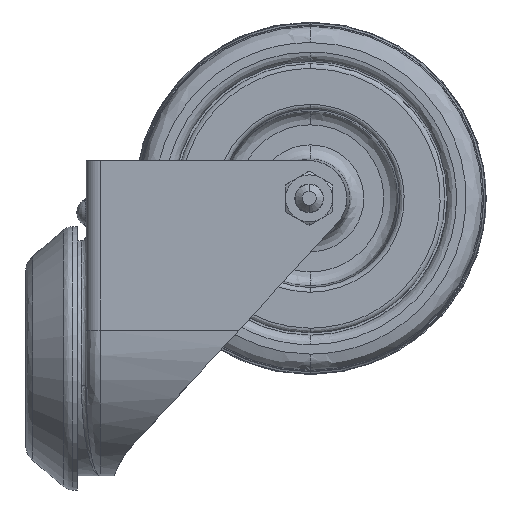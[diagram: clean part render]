
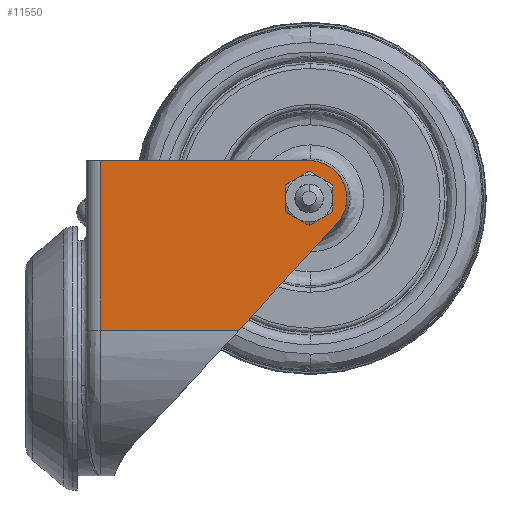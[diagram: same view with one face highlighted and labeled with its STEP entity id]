
A CAD part, left-side view. The second image highlights one B-rep face of the part: STEP entity #11550.
In plain terms, the highlighted planar face has unit normal (-1, 0, 0).
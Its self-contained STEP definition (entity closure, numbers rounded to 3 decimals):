
#2163 = CARTESIAN_POINT ( 'NONE',  ( -31., -62.75, 29.67 ) ) ;
#2182 = DIRECTION ( 'NONE',  ( 0., 0., 1. ) ) ;
#2183 = DIRECTION ( 'NONE',  ( 1., 0., 0. ) ) ;
#2184 = CARTESIAN_POINT ( 'NONE',  ( -31., -60.25, 34. ) ) ;
#2185 = AXIS2_PLACEMENT_3D ( 'NONE', #2184, #2183, #2182 ) ;
#2186 = CIRCLE ( 'NONE', #2185, 4.999 ) ;
#2253 = CARTESIAN_POINT ( 'NONE',  ( -31., -57.75, 29.67 ) ) ;
#2265 = CARTESIAN_POINT ( 'NONE',  ( -31., -65.25, 34. ) ) ;
#2267 = CARTESIAN_POINT ( 'NONE',  ( -31., -55.25, 34. ) ) ;
#2303 = DIRECTION ( 'NONE',  ( 0., 0., -1. ) ) ;
#2304 = VECTOR ( 'NONE', #2303, 1000. ) ;
#2305 = CARTESIAN_POINT ( 'NONE',  ( -31., -15.85, 4.2 ) ) ;
#2306 = LINE ( 'NONE', #2305, #2304 ) ;
#2309 = DIRECTION ( 'NONE',  ( 0., 0., 1. ) ) ;
#2310 = DIRECTION ( 'NONE',  ( 1., 0., 0. ) ) ;
#2311 = AXIS2_PLACEMENT_3D ( 'NONE', #2314, #2310, #2309 ) ;
#2312 = CIRCLE ( 'NONE', #2311, 4.999 ) ;
#2314 = CARTESIAN_POINT ( 'NONE',  ( -31., -60.25, 34. ) ) ;
#2315 = DIRECTION ( 'NONE',  ( 0., 0., 1. ) ) ;
#2316 = DIRECTION ( 'NONE',  ( -1., 0., 0. ) ) ;
#2317 = CARTESIAN_POINT ( 'NONE',  ( -31., -70.87, 4.2 ) ) ;
#2318 = AXIS2_PLACEMENT_3D ( 'NONE', #2317, #2316, #2315 ) ;
#2319 = PLANE ( 'NONE',  #2318 ) ;
#2320 = FACE_OUTER_BOUND ( 'NONE', #11834, .T. ) ;
#2321 = FACE_BOUND ( 'NONE', #11545, .T. ) ;
#2351 = CARTESIAN_POINT ( 'NONE',  ( -31., -62.75, 38.33 ) ) ;
#2374 = CARTESIAN_POINT ( 'NONE',  ( -31., -57.75, 38.33 ) ) ;
#2376 = LINE ( 'NONE', #2575, #2574 ) ;
#2383 = DIRECTION ( 'NONE',  ( 0., 0., 1. ) ) ;
#2384 = DIRECTION ( 'NONE',  ( 1., 0., 0. ) ) ;
#2385 = CARTESIAN_POINT ( 'NONE',  ( -31., -60.25, 34. ) ) ;
#2386 = AXIS2_PLACEMENT_3D ( 'NONE', #2385, #2384, #2383 ) ;
#2387 = CIRCLE ( 'NONE', #2386, 4.999 ) ;
#2394 = DIRECTION ( 'NONE',  ( 0., 0., 1. ) ) ;
#2395 = DIRECTION ( 'NONE',  ( 1., 0., 0. ) ) ;
#2396 = CARTESIAN_POINT ( 'NONE',  ( -31., -60.25, 34. ) ) ;
#2397 = AXIS2_PLACEMENT_3D ( 'NONE', #2396, #2395, #2394 ) ;
#2398 = CIRCLE ( 'NONE', #2397, 4.999 ) ;
#2511 = CARTESIAN_POINT ( 'NONE',  ( -31., -60.25, 42. ) ) ;
#2512 = DIRECTION ( 'NONE',  ( 0., 1., 0. ) ) ;
#2513 = VECTOR ( 'NONE', #2512, 1000. ) ;
#2514 = CARTESIAN_POINT ( 'NONE',  ( -31., -70.87, 42. ) ) ;
#2515 = LINE ( 'NONE', #2514, #2513 ) ;
#2516 = CARTESIAN_POINT ( 'NONE',  ( -31., -15.85, 42. ) ) ;
#2532 = CARTESIAN_POINT ( 'NONE',  ( -31., -60.25, 38.999 ) ) ;
#2533 = DIRECTION ( 'NONE',  ( 0., 0., 1. ) ) ;
#2534 = DIRECTION ( 'NONE',  ( 1., 0., 0. ) ) ;
#2535 = CARTESIAN_POINT ( 'NONE',  ( -31., -60.25, 34. ) ) ;
#2536 = AXIS2_PLACEMENT_3D ( 'NONE', #2535, #2534, #2533 ) ;
#2540 = CIRCLE ( 'NONE', #2536, 4.999 ) ;
#2564 = CARTESIAN_POINT ( 'NONE',  ( -31., -66.132, 28.577 ) ) ;
#2569 = DIRECTION ( 'NONE',  ( 0., -1., 0. ) ) ;
#2570 = VECTOR ( 'NONE', #2569, 1000. ) ;
#2571 = CARTESIAN_POINT ( 'NONE',  ( -31., -70.87, 6. ) ) ;
#2572 = LINE ( 'NONE', #2571, #2570 ) ;
#2573 = DIRECTION ( 'NONE',  ( 0., -0.678, 0.735 ) ) ;
#2574 = VECTOR ( 'NONE', #2573, 1000. ) ;
#2575 = CARTESIAN_POINT ( 'NONE',  ( -31., -45.316, 6. ) ) ;
#2588 = CARTESIAN_POINT ( 'NONE',  ( -31., -45.316, 6. ) ) ;
#2756 = DIRECTION ( 'NONE',  ( 0., 0., 1. ) ) ;
#2757 = DIRECTION ( 'NONE',  ( 1., 0., 0. ) ) ;
#2760 = DIRECTION ( 'NONE',  ( 0., 0., 1. ) ) ;
#2771 = AXIS2_PLACEMENT_3D ( 'NONE', #2800, #2757, #2756 ) ;
#2772 = CIRCLE ( 'NONE', #2771, 4.999 ) ;
#2800 = CARTESIAN_POINT ( 'NONE',  ( -31., -60.25, 34. ) ) ;
#2801 = DIRECTION ( 'NONE',  ( 1., 0., 0. ) ) ;
#2802 = CARTESIAN_POINT ( 'NONE',  ( -31., -60.25, 34. ) ) ;
#2803 = AXIS2_PLACEMENT_3D ( 'NONE', #2802, #2801, #2760 ) ;
#2804 = CIRCLE ( 'NONE', #2803, 4.999 ) ;
#2897 = CARTESIAN_POINT ( 'NONE',  ( -31., -68.106, 35.757 ) ) ;
#2898 = CARTESIAN_POINT ( 'NONE',  ( -31., -68.297, 34.218 ) ) ;
#2899 = CARTESIAN_POINT ( 'NONE',  ( -31., -68.189, 32.671 ) ) ;
#2900 = CARTESIAN_POINT ( 'NONE',  ( -31., -67.787, 31.173 ) ) ;
#2901 = CARTESIAN_POINT ( 'NONE',  ( -31., -67.105, 29.78 ) ) ;
#2902 = CARTESIAN_POINT ( 'NONE',  ( -31., -66.48, 28.956 ) ) ;
#2911 = CARTESIAN_POINT ( 'NONE',  ( -31., -66.132, 28.577 ) ) ;
#2912 = CARTESIAN_POINT ( 'NONE',  ( -31., -61.794, 41.9 ) ) ;
#2913 = CARTESIAN_POINT ( 'NONE',  ( -31., -63.28, 41.458 ) ) ;
#2914 = CARTESIAN_POINT ( 'NONE',  ( -31., -64.654, 40.738 ) ) ;
#2915 = CARTESIAN_POINT ( 'NONE',  ( -31., -65.865, 39.769 ) ) ;
#2916 = CARTESIAN_POINT ( 'NONE',  ( -31., -66.867, 38.585 ) ) ;
#2917 = CARTESIAN_POINT ( 'NONE',  ( -31., -67.623, 37.231 ) ) ;
#2954 = CARTESIAN_POINT ( 'NONE',  ( -31., -60.25, 42. ) ) ;
#2955 = CARTESIAN_POINT ( 'NONE',  ( -31., -60.765, 42. ) ) ;
#2972 = B_SPLINE_CURVE_WITH_KNOTS ( 'NONE', 3,
 ( #2911, #2902, #2901, #2900, #2899, #2898, #2897, #2917, #2916, #2915, #2914, #2913, #2912, #2955, #2954 ),
 .UNSPECIFIED., .F., .F.,
 ( 4, 1, 1, 1, 1, 1, 1, 1, 1, 1, 1, 1, 4 ),
 ( 0., 0.002, 0.003, 0.005, 0.006, 0.008, 0.009, 0.011, 0.012, 0.014, 0.015, 0.017, 0.018 ),
 .UNSPECIFIED. ) ;
#4790 = CARTESIAN_POINT ( 'NONE',  ( -31., -15.85, 6. ) ) ;
#11434 = VERTEX_POINT ( 'NONE', #4790 ) ;
#11535 = EDGE_CURVE ( 'NONE', #11562, #11580, #2186, .T. ) ;
#11538 = EDGE_CURVE ( 'NONE', #11637, #11434, #2306, .T. ) ;
#11545 = EDGE_LOOP ( 'NONE', ( #11551, #11552, #11553, #11783, #11808, #11767, #11766 ) ) ;
#11549 = EDGE_CURVE ( 'NONE', #11580, #11593, #2312, .T. ) ;
#11550 = ADVANCED_FACE ( 'NONE', ( #2321, #2320 ), #2319, .T. ) ;
#11551 = ORIENTED_EDGE ( 'NONE', *, *, #11535, .T. ) ;
#11552 = ORIENTED_EDGE ( 'NONE', *, *, #11549, .T. ) ;
#11553 = ORIENTED_EDGE ( 'NONE', *, *, #11742, .T. ) ;
#11560 = VERTEX_POINT ( 'NONE', #2267 ) ;
#11562 = VERTEX_POINT ( 'NONE', #2265 ) ;
#11580 = VERTEX_POINT ( 'NONE', #2163 ) ;
#11593 = VERTEX_POINT ( 'NONE', #2253 ) ;
#11616 = VERTEX_POINT ( 'NONE', #2374 ) ;
#11623 = VERTEX_POINT ( 'NONE', #2351 ) ;
#11637 = VERTEX_POINT ( 'NONE', #2516 ) ;
#11639 = EDGE_CURVE ( 'NONE', #11640, #11637, #2515, .T. ) ;
#11640 = VERTEX_POINT ( 'NONE', #2511 ) ;
#11663 = EDGE_CURVE ( 'NONE', #11616, #11664, #2540, .T. ) ;
#11664 = VERTEX_POINT ( 'NONE', #2532 ) ;
#11675 = EDGE_CURVE ( 'NONE', #11664, #11623, #2398, .T. ) ;
#11681 = EDGE_CURVE ( 'NONE', #11623, #11562, #2387, .T. ) ;
#11688 = EDGE_CURVE ( 'NONE', #11713, #11692, #2376, .T. ) ;
#11689 = EDGE_CURVE ( 'NONE', #11434, #11713, #2572, .T. ) ;
#11692 = VERTEX_POINT ( 'NONE', #2564 ) ;
#11713 = VERTEX_POINT ( 'NONE', #2588 ) ;
#11741 = EDGE_CURVE ( 'NONE', #11560, #11616, #2772, .T. ) ;
#11742 = EDGE_CURVE ( 'NONE', #11593, #11560, #2804, .T. ) ;
#11766 = ORIENTED_EDGE ( 'NONE', *, *, #11681, .T. ) ;
#11767 = ORIENTED_EDGE ( 'NONE', *, *, #11675, .T. ) ;
#11783 = ORIENTED_EDGE ( 'NONE', *, *, #11741, .T. ) ;
#11804 = ORIENTED_EDGE ( 'NONE', *, *, #11688, .T. ) ;
#11805 = ORIENTED_EDGE ( 'NONE', *, *, #11817, .T. ) ;
#11806 = ORIENTED_EDGE ( 'NONE', *, *, #11538, .T. ) ;
#11807 = ORIENTED_EDGE ( 'NONE', *, *, #11689, .T. ) ;
#11808 = ORIENTED_EDGE ( 'NONE', *, *, #11663, .T. ) ;
#11817 = EDGE_CURVE ( 'NONE', #11692, #11640, #2972, .T. ) ;
#11834 = EDGE_LOOP ( 'NONE', ( #11804, #11805, #11847, #11806, #11807 ) ) ;
#11847 = ORIENTED_EDGE ( 'NONE', *, *, #11639, .T. ) ;
